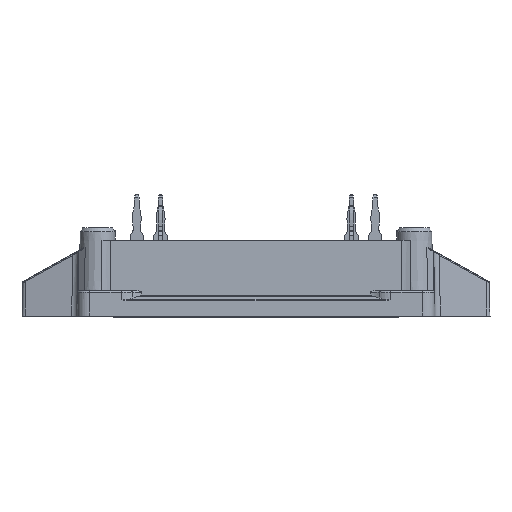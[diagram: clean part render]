
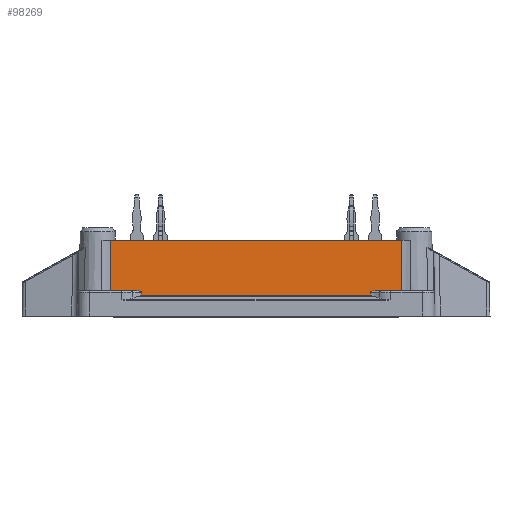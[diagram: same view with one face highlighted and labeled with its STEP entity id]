
A CAD part, front view. The second image highlights one B-rep face of the part: STEP entity #98269.
In plain terms, the highlighted planar face has unit normal (0, -1, 0.018).
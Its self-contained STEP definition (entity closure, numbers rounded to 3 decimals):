
#5132=B_SPLINE_CURVE_WITH_KNOTS('',3,(#136177,#136178,#136179,#136180),
 .UNSPECIFIED.,.F.,.F.,(4,4),(0.001,0.001),
 .UNSPECIFIED.);
#5133=B_SPLINE_CURVE_WITH_KNOTS('',3,(#136185,#136186,#136187,#136188),
 .UNSPECIFIED.,.F.,.F.,(4,4),(0.,0.001),
 .UNSPECIFIED.);
#5134=B_SPLINE_CURVE_WITH_KNOTS('',3,(#136190,#136191,#136192,#136193,#136194,
#136195,#136196,#136197),.UNSPECIFIED.,.F.,.F.,(4,1,1,1,1,4),(0.,
0.,0.,0.,0.001,
0.001),.UNSPECIFIED.);
#5135=B_SPLINE_CURVE_WITH_KNOTS('',3,(#136201,#136202,#136203,#136204),
 .UNSPECIFIED.,.F.,.F.,(4,4),(0.,0.007),.UNSPECIFIED.);
#5136=B_SPLINE_CURVE_WITH_KNOTS('',3,(#136205,#136206,#136207,#136208),
 .UNSPECIFIED.,.F.,.F.,(4,4),(0.,0.007),
 .UNSPECIFIED.);
#5137=B_SPLINE_CURVE_WITH_KNOTS('',3,(#136212,#136213,#136214,#136215,#136216,
#136217,#136218),.UNSPECIFIED.,.F.,.F.,(4,1,1,1,4),(0.,0.,
0.001,0.001,0.001),
 .UNSPECIFIED.);
#7760=ORIENTED_EDGE('',*,*,#28575,.F.);
#7761=ORIENTED_EDGE('',*,*,#28576,.T.);
#7762=ORIENTED_EDGE('',*,*,#28577,.F.);
#7763=ORIENTED_EDGE('',*,*,#28578,.T.);
#7764=ORIENTED_EDGE('',*,*,#28579,.T.);
#7765=ORIENTED_EDGE('',*,*,#28580,.T.);
#7766=ORIENTED_EDGE('',*,*,#26980,.F.);
#7767=ORIENTED_EDGE('',*,*,#28581,.T.);
#7768=ORIENTED_EDGE('',*,*,#28582,.F.);
#7769=ORIENTED_EDGE('',*,*,#28583,.T.);
#26980=EDGE_CURVE('',#37448,#37449,#43736,.T.);
#28575=EDGE_CURVE('',#38946,#38947,#5132,.T.);
#28576=EDGE_CURVE('',#38946,#38948,#44484,.T.);
#28577=EDGE_CURVE('',#38949,#38948,#5133,.T.);
#28578=EDGE_CURVE('',#38949,#38950,#5134,.T.);
#28579=EDGE_CURVE('',#38950,#38951,#44485,.T.);
#28580=EDGE_CURVE('',#38951,#37449,#5135,.T.);
#28581=EDGE_CURVE('',#37448,#38952,#5136,.T.);
#28582=EDGE_CURVE('',#38953,#38952,#44486,.T.);
#28583=EDGE_CURVE('',#38953,#38947,#5137,.T.);
#37448=VERTEX_POINT('',#132377);
#37449=VERTEX_POINT('',#132379);
#38946=VERTEX_POINT('',#136181);
#38947=VERTEX_POINT('',#136182);
#38948=VERTEX_POINT('',#136184);
#38949=VERTEX_POINT('',#136189);
#38950=VERTEX_POINT('',#136198);
#38951=VERTEX_POINT('',#136200);
#38952=VERTEX_POINT('',#136209);
#38953=VERTEX_POINT('',#136211);
#43736=LINE('',#132378,#50676);
#44484=LINE('',#136183,#51424);
#44485=LINE('',#136199,#51425);
#44486=LINE('',#136210,#51426);
#50676=VECTOR('',#110387,1000.);
#51424=VECTOR('',#112791,1000.);
#51425=VECTOR('',#112792,1000.);
#51426=VECTOR('',#112793,1000.);
#57701=EDGE_LOOP('',(#7760,#7761,#7762,#7763,#7764,#7765,#7766,#7767,#7768,
#7769));
#62181=FACE_BOUND('',#57701,.T.);
#66440=PLANE('',#103425);
#98269=ADVANCED_FACE('',(#62181),#66440,.T.);
#103425=AXIS2_PLACEMENT_3D('',#136176,#112789,#112790);
#110387=DIRECTION('',(1.,0.,0.));
#112789=DIRECTION('',(0.,-1.,0.017));
#112790=DIRECTION('',(0.,-0.017,-1.));
#112791=DIRECTION('',(1.,0.,0.));
#112792=DIRECTION('',(1.,0.,0.));
#112793=DIRECTION('',(-1.,0.,0.));
#132377=CARTESIAN_POINT('',(-19.525,-27.653,10.2));
#132378=CARTESIAN_POINT('',(-26.5,-27.653,10.2));
#132379=CARTESIAN_POINT('',(19.525,-27.653,10.2));
#136176=CARTESIAN_POINT('',(-26.5,-27.78,2.9));
#136177=CARTESIAN_POINT('',(-15.378,-27.781,2.822));
#136178=CARTESIAN_POINT('',(-15.379,-27.779,2.949));
#136179=CARTESIAN_POINT('',(-15.379,-27.777,3.076));
#136180=CARTESIAN_POINT('',(-15.379,-27.775,3.203));
#136181=CARTESIAN_POINT('',(-15.378,-27.781,2.822));
#136182=CARTESIAN_POINT('',(-15.379,-27.775,3.203));
#136183=CARTESIAN_POINT('',(-26.5,-27.781,2.822));
#136184=CARTESIAN_POINT('',(15.378,-27.781,2.822));
#136185=CARTESIAN_POINT('',(15.379,-27.775,3.203));
#136186=CARTESIAN_POINT('',(15.379,-27.777,3.076));
#136187=CARTESIAN_POINT('',(15.379,-27.779,2.949));
#136188=CARTESIAN_POINT('',(15.378,-27.781,2.822));
#136189=CARTESIAN_POINT('',(15.379,-27.775,3.203));
#136190=CARTESIAN_POINT('',(15.379,-27.775,3.203));
#136191=CARTESIAN_POINT('',(15.379,-27.774,3.235));
#136192=CARTESIAN_POINT('',(15.441,-27.773,3.274));
#136193=CARTESIAN_POINT('',(15.55,-27.773,3.32));
#136194=CARTESIAN_POINT('',(15.702,-27.772,3.361));
#136195=CARTESIAN_POINT('',(15.882,-27.771,3.392));
#136196=CARTESIAN_POINT('',(16.005,-27.771,3.4));
#136197=CARTESIAN_POINT('',(16.067,-27.771,3.4));
#136198=CARTESIAN_POINT('',(16.067,-27.771,3.4));
#136199=CARTESIAN_POINT('',(-26.5,-27.771,3.4));
#136200=CARTESIAN_POINT('',(19.511,-27.771,3.4));
#136201=CARTESIAN_POINT('',(19.511,-27.771,3.4));
#136202=CARTESIAN_POINT('',(19.516,-27.732,5.667));
#136203=CARTESIAN_POINT('',(19.521,-27.692,7.933));
#136204=CARTESIAN_POINT('',(19.525,-27.653,10.2));
#136205=CARTESIAN_POINT('',(-19.525,-27.653,10.2));
#136206=CARTESIAN_POINT('',(-19.521,-27.692,7.933));
#136207=CARTESIAN_POINT('',(-19.516,-27.732,5.667));
#136208=CARTESIAN_POINT('',(-19.511,-27.771,3.4));
#136209=CARTESIAN_POINT('',(-19.511,-27.771,3.4));
#136210=CARTESIAN_POINT('',(-26.5,-27.771,3.4));
#136211=CARTESIAN_POINT('',(-16.067,-27.771,3.4));
#136212=CARTESIAN_POINT('',(-16.067,-27.771,3.4));
#136213=CARTESIAN_POINT('',(-15.944,-27.771,3.4));
#136214=CARTESIAN_POINT('',(-15.762,-27.772,3.377));
#136215=CARTESIAN_POINT('',(-15.549,-27.773,3.32));
#136216=CARTESIAN_POINT('',(-15.44,-27.773,3.273));
#136217=CARTESIAN_POINT('',(-15.379,-27.774,3.235));
#136218=CARTESIAN_POINT('',(-15.379,-27.775,3.203));
